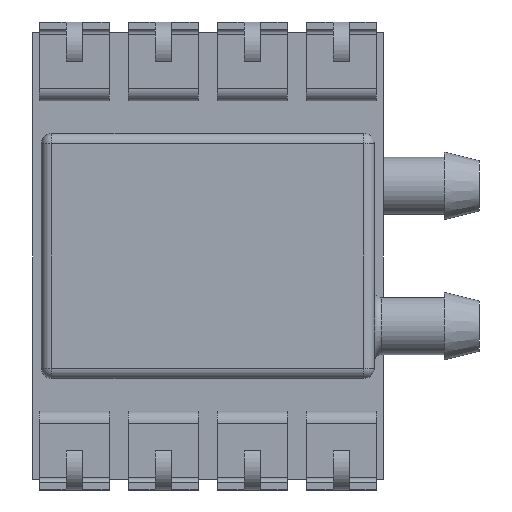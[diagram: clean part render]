
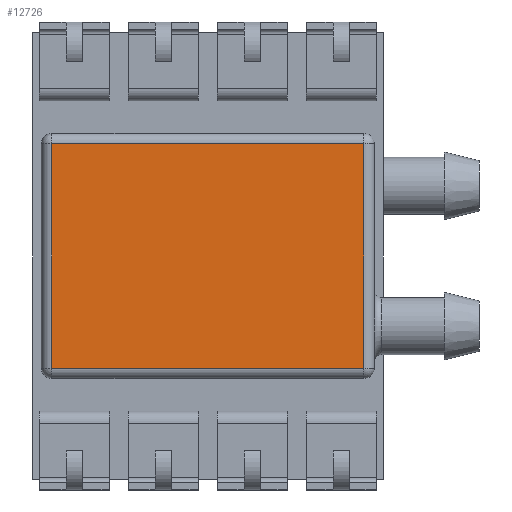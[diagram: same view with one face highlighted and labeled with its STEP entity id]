
A CAD part, front view. The second image highlights one B-rep face of the part: STEP entity #12726.
In plain terms, the highlighted planar face has unit normal (0, -1, 0).
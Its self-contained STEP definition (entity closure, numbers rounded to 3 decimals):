
#256 = ORIENTED_EDGE ( 'NONE', *, *, #7870, .T. ) ;
#510 = DIRECTION ( 'NONE',  ( -1., 0., 0. ) ) ;
#667 = DIRECTION ( 'NONE',  ( 1., 0., 0. ) ) ;
#1033 = DIRECTION ( 'NONE',  ( 0., 0., 1. ) ) ;
#1246 = ORIENTED_EDGE ( 'NONE', *, *, #2617, .T. ) ;
#1380 = LINE ( 'NONE', #4105, #12031 ) ;
#2557 = VECTOR ( 'NONE', #510, 1000. ) ;
#2617 = EDGE_CURVE ( 'NONE', #8386, #9061, #5622, .T. ) ;
#2855 = CARTESIAN_POINT ( 'NONE',  ( -4.45, 0.61, -3.195 ) ) ;
#3877 = FACE_OUTER_BOUND ( 'NONE', #6066, .T. ) ;
#3969 = ORIENTED_EDGE ( 'NONE', *, *, #5114, .T. ) ;
#4105 = CARTESIAN_POINT ( 'NONE',  ( 4.45, 0.61, -3.195 ) ) ;
#4591 = AXIS2_PLACEMENT_3D ( 'NONE', #11210, #5051, #12227 ) ;
#4792 = CARTESIAN_POINT ( 'NONE',  ( 4.45, 0.61, -3.195 ) ) ;
#5051 = DIRECTION ( 'NONE',  ( 0., 1., 0. ) ) ;
#5114 = EDGE_CURVE ( 'NONE', #8049, #8386, #1380, .T. ) ;
#5622 = LINE ( 'NONE', #8693, #2557 ) ;
#6066 = EDGE_LOOP ( 'NONE', ( #256, #10663, #3969, #1246 ) ) ;
#6265 = CARTESIAN_POINT ( 'NONE',  ( 4.45, 0.61, -3.195 ) ) ;
#7286 = LINE ( 'NONE', #4792, #12745 ) ;
#7705 = EDGE_CURVE ( 'NONE', #11063, #8049, #7286, .T. ) ;
#7870 = EDGE_CURVE ( 'NONE', #9061, #11063, #12573, .T. ) ;
#8049 = VERTEX_POINT ( 'NONE', #6265 ) ;
#8386 = VERTEX_POINT ( 'NONE', #11075 ) ;
#8693 = CARTESIAN_POINT ( 'NONE',  ( 4.45, 0.61, 3.195 ) ) ;
#8791 = CARTESIAN_POINT ( 'NONE',  ( -4.45, 0.61, 3.195 ) ) ;
#9061 = VERTEX_POINT ( 'NONE', #8791 ) ;
#9843 = VECTOR ( 'NONE', #11171, 1000. ) ;
#10150 = PLANE ( 'NONE',  #4591 ) ;
#10663 = ORIENTED_EDGE ( 'NONE', *, *, #7705, .T. ) ;
#11063 = VERTEX_POINT ( 'NONE', #12716 ) ;
#11075 = CARTESIAN_POINT ( 'NONE',  ( 4.45, 0.61, 3.195 ) ) ;
#11171 = DIRECTION ( 'NONE',  ( 0., 0., -1. ) ) ;
#11210 = CARTESIAN_POINT ( 'NONE',  ( 4.45, 0.61, -3.195 ) ) ;
#12031 = VECTOR ( 'NONE', #1033, 1000. ) ;
#12227 = DIRECTION ( 'NONE',  ( 0., 0., 1. ) ) ;
#12573 = LINE ( 'NONE', #2855, #9843 ) ;
#12716 = CARTESIAN_POINT ( 'NONE',  ( -4.45, 0.61, -3.195 ) ) ;
#12726 = ADVANCED_FACE ( 'NONE', ( #3877 ), #10150, .F. ) ;
#12745 = VECTOR ( 'NONE', #667, 1000. ) ;
